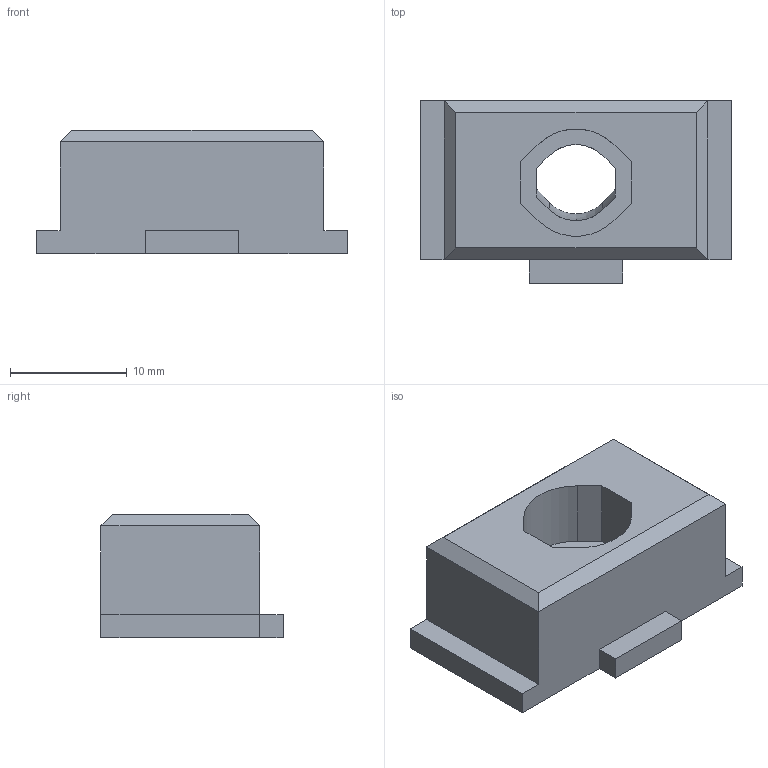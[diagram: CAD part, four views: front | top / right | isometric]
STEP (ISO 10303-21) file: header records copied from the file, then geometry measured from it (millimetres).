
FILE_DESCRIPTION(/* description */ (''),/* implementation_level */ '2;1');
FILE_NAME(/* name */ '25-magwell-hop-insert.step',/* time_stamp */ '2022-04-06T21:24:38+01:00',/* author */ (''),/* organization */ (''),/* preprocessor_version */ 'ST-DEVELOPER v18.1',/* originating_system */ 'Autodesk Translation Framework v10.13.0.1454',/* authorisation */ '');
FILE_SCHEMA (('AUTOMOTIVE_DESIGN { 1 0 10303 214 3 1 1 }'));
Length unit declared in the file: millimetre
Products named in the file (1): 25-magwell-hop-insert
Bounding box: 26.6 x 15.6 x 10.6 mm (x, y, z)
Volume: 2788.4 mm3; surface area: 1704.2 mm2
Topology: 1 solids, 1 shells, 57 faces, 152 edges, 98 vertices
Faces by surface type: plane 33, bspline 20, cylinder 4
Entity records: 2502 total; most frequent: CARTESIAN_POINT 1202, ORIENTED_EDGE 304, DIRECTION 180, EDGE_CURVE 152, VERTEX_POINT 98, LINE 92, VECTOR 92, EDGE_LOOP 60
